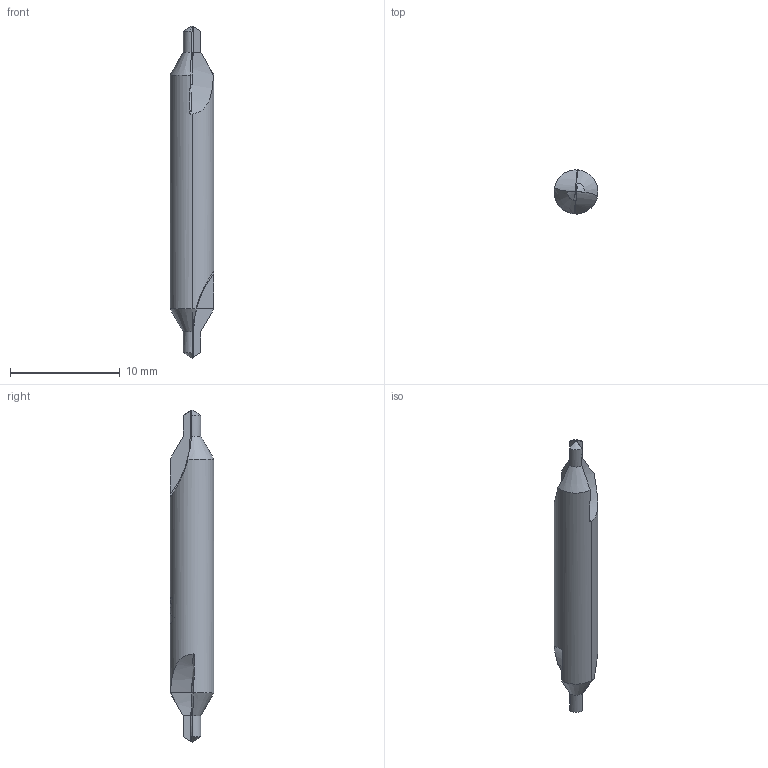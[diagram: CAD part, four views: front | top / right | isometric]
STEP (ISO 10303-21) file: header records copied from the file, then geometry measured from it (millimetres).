
FILE_DESCRIPTION(('no description'),'unknown implementation level');
FILE_NAME('solide6TAqL_3R0yY_dMAl7dYcQ4XtkQ_1.STP',' ',('CIMSOURCE GmbH'),('CADClick - KiM GmbH - www.kimweb.de'),'unknown preprocess','ACIS','unknown authorization');
FILE_SCHEMA(('automotive_design'));
Length unit declared in the file: millimetre
Products named in the file (2): 1; 2
Bounding box: 4 x 4 x 30.3 mm (x, y, z)
Volume: 265.2 mm3; surface area: 363.9 mm2
Topology: 2 solids, 2 shells, 67 faces, 191 edges, 116 vertices
Faces by surface type: cylinder 20, cone 18, plane 17, torus 12
Entity records: 4948 total; most frequent: CARTESIAN_POINT 1309, STYLED_ITEM 364, PRESENTATION_STYLE_ASSIGNMENT 364, COLOUR_RGB 364, ORIENTED_EDGE 358, DIRECTION 315, EDGE_CURVE 179, CURVE_STYLE 179
